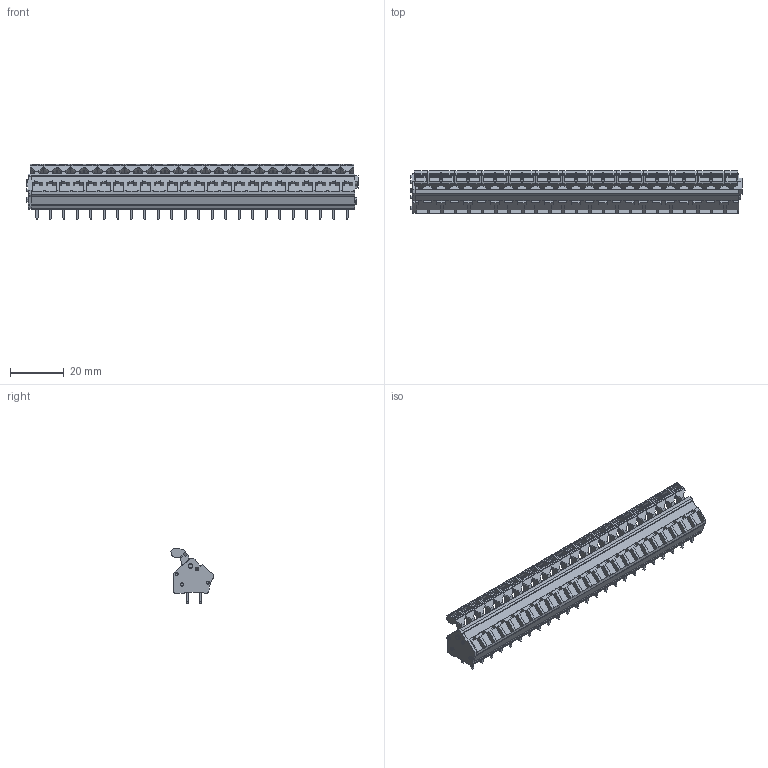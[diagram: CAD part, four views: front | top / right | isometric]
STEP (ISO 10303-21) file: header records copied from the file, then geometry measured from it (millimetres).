
FILE_DESCRIPTION(('CATIA V5 STEP Exchange','CAx-IF Rec.Pracs.--- Model Styling and Organization---1.4--- 2014-01-23'),'2;1');
FILE_NAME ('028354-2_0_1958510000_1958510000.stp','2022-09-09T11:32:56+00:00',('none'),('Weidmueller'),'CATIA Version 5-6 Release 2016 SP3 HF44','CATIA V5 STEP AP214','none');
FILE_SCHEMA(('AUTOMOTIVE_DESIGN { 1 0 10303 214 1 1 1 1 }'));
Products named in the file (1): 1958510000
Bounding box: 123.1 x 15.6 x 20.65 mm (x, y, z)
Volume: 18116.4 mm3; surface area: 11915.8 mm2
Topology: 74 solids, 74 shells, 2126 faces, 5747 edges, 3822 vertices
Faces by surface type: plane 1738, cylinder 364, cone 16, torus 8
Entity records: 65270 total; most frequent: CARTESIAN_POINT 12414, ORIENTED_EDGE 11494, DIRECTION 8779, EDGE_CURVE 5747, VECTOR 4991, LINE 4991, VERTEX_POINT 3822, EDGE_LOOP 2179
